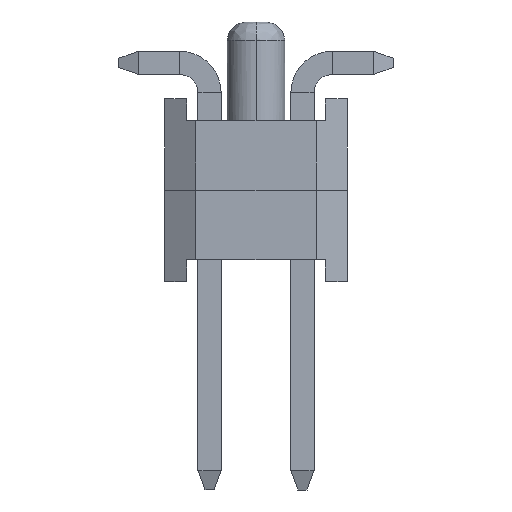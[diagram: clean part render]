
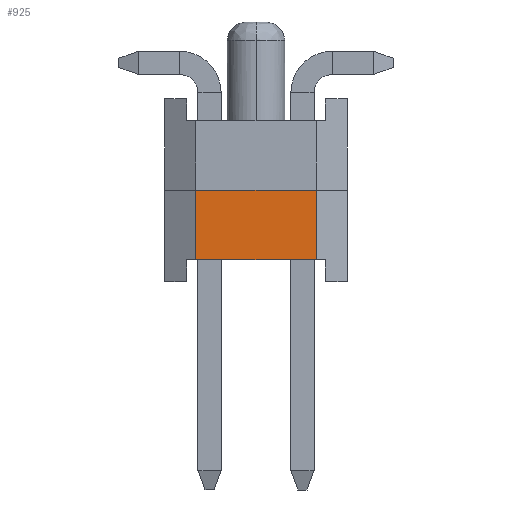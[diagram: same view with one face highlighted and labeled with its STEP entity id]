
A CAD part, left-side view. The second image highlights one B-rep face of the part: STEP entity #925.
In plain terms, the highlighted planar face has unit normal (-1, 0, 0).
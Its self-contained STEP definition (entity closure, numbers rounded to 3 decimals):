
#925=ADVANCED_FACE('',(#2009),#1423,.T.);
#1423=PLANE('',#10892);
#2009=FACE_OUTER_BOUND('',#2659,.T.);
#2659=EDGE_LOOP('',(#5341,#5342,#5343,#5344));
#5341=ORIENTED_EDGE('',*,*,#7703,.T.);
#5342=ORIENTED_EDGE('',*,*,#7672,.T.);
#5343=ORIENTED_EDGE('',*,*,#7702,.T.);
#5344=ORIENTED_EDGE('',*,*,#7291,.F.);
#6109=VERTEX_POINT('',#15529);
#6110=VERTEX_POINT('',#15531);
#6342=VERTEX_POINT('',#16391);
#6343=VERTEX_POINT('',#16393);
#7291=EDGE_CURVE('',#6109,#6110,#8585,.T.);
#7672=EDGE_CURVE('',#6343,#6342,#8934,.T.);
#7702=EDGE_CURVE('',#6342,#6110,#8956,.T.);
#7703=EDGE_CURVE('',#6109,#6343,#8957,.T.);
#8585=LINE('',#15530,#9831);
#8934=LINE('',#16392,#10180);
#8956=LINE('',#16475,#10202);
#8957=LINE('',#16477,#10203);
#9831=VECTOR('',#12598,1.);
#10180=VECTOR('',#13251,1.);
#10202=VECTOR('',#13303,1.);
#10203=VECTOR('',#13306,1.);
#10892=AXIS2_PLACEMENT_3D('',#16478,#13307,#13308);
#12598=DIRECTION('',(0.,-1.,0.));
#13251=DIRECTION('',(0.,-1.,0.));
#13303=DIRECTION('',(0.,0.,1.));
#13306=DIRECTION('',(0.,0.,-1.));
#13307=DIRECTION('',(-1.,0.,0.));
#13308=DIRECTION('',(0.,-1.,0.));
#15529=CARTESIAN_POINT('',(-4.74,12.465,2.5));
#15530=CARTESIAN_POINT('',(-4.74,8.315,2.5));
#15531=CARTESIAN_POINT('',(-4.74,9.165,2.5));
#16391=CARTESIAN_POINT('',(-4.74,9.165,0.6));
#16392=CARTESIAN_POINT('',(-4.74,12.715,0.6));
#16393=CARTESIAN_POINT('',(-4.74,12.465,0.6));
#16475=CARTESIAN_POINT('',(-4.74,9.165,2.5));
#16477=CARTESIAN_POINT('',(-4.74,12.465,2.5));
#16478=CARTESIAN_POINT('',(-4.74,29.699,-1.9));
